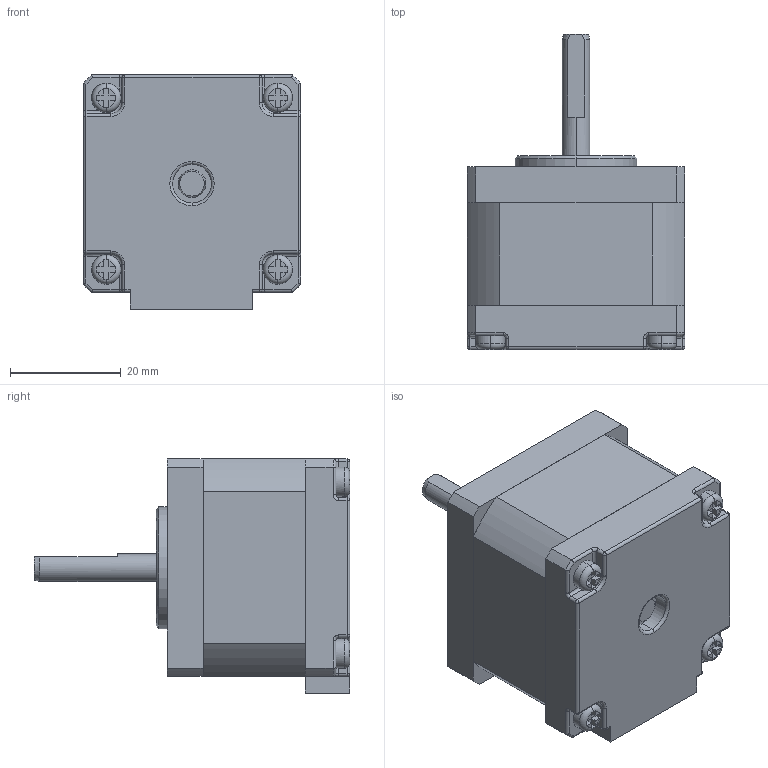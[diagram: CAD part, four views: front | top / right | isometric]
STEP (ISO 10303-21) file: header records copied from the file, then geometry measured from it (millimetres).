
FILE_DESCRIPTION (( 'STEP AP214' ), '1' );
FILE_NAME ('MS16HS4P.STEP', '2016-06-21T03:07:13', ( '' ), ( '' ), 'SwSTEP 2.0', 'SolidWorks 2012', '' );
FILE_SCHEMA (( 'AUTOMOTIVE_DESIGN' ));
Length unit declared in the file: millimetre
Products named in the file (1): MS16HS4P
Bounding box: 39.3 x 57 x 42.3 mm (x, y, z)
Volume: 50832.5 mm3; surface area: 10292 mm2
Topology: 3 solids, 3 shells, 372 faces, 932 edges, 587 vertices
Faces by surface type: plane 199, cylinder 121, torus 30, cone 14, sphere 8
Entity records: 15054 total; most frequent: CARTESIAN_POINT 2298, DIRECTION 1904, ORIENTED_EDGE 1848, EDGE_CURVE 924, AXIS2_PLACEMENT_3D 693, VERTEX_POINT 587, VECTOR 518, LINE 518
